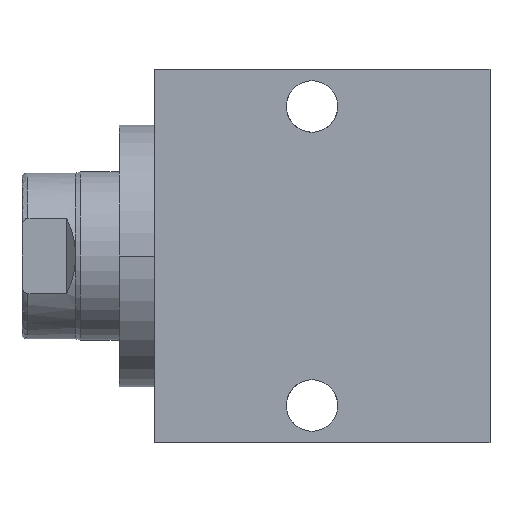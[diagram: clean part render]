
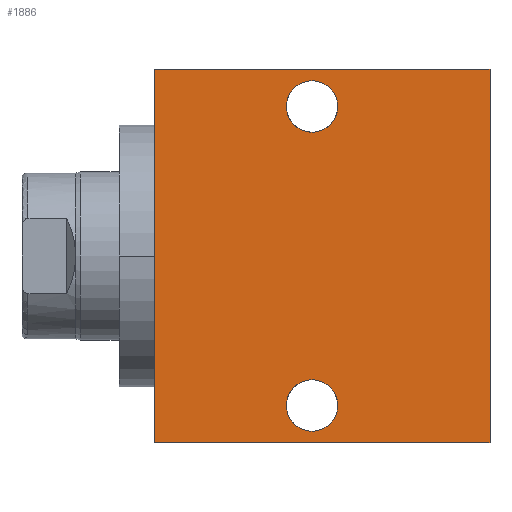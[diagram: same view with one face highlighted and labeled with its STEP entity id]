
A CAD part, front view. The second image highlights one B-rep face of the part: STEP entity #1886.
In plain terms, the highlighted planar face has unit normal (0, -1, 0).
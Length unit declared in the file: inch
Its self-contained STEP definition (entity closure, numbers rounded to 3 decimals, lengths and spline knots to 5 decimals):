
#121=DIRECTION('',(0.,0.,-1.));
#122=VECTOR('',#121,2.5);
#123=CARTESIAN_POINT('',(0.,-1.,1.25));
#124=LINE('',#123,#122);
#278=DIRECTION('',(1.,0.,0.));
#279=VECTOR('',#278,2.245);
#280=CARTESIAN_POINT('',(0.,-1.,1.25));
#281=LINE('',#280,#279);
#285=CARTESIAN_POINT('',(1.055,-1.,1.));
#286=DIRECTION('',(0.,-1.,0.));
#287=DIRECTION('',(1.,0.,0.));
#288=AXIS2_PLACEMENT_3D('',#285,#286,#287);
#293=CARTESIAN_POINT('',(1.055,-1.,1.));
#294=DIRECTION('',(0.,-1.,0.));
#295=DIRECTION('',(-1.,0.,0.));
#296=AXIS2_PLACEMENT_3D('',#293,#294,#295);
#301=CARTESIAN_POINT('',(1.055,-1.,-1.));
#302=DIRECTION('',(0.,-1.,0.));
#303=DIRECTION('',(1.,0.,0.));
#304=AXIS2_PLACEMENT_3D('',#301,#302,#303);
#309=CARTESIAN_POINT('',(1.055,-1.,-1.));
#310=DIRECTION('',(0.,-1.,0.));
#311=DIRECTION('',(-1.,0.,0.));
#312=AXIS2_PLACEMENT_3D('',#309,#310,#311);
#338=DIRECTION('',(0.,0.,-1.));
#339=VECTOR('',#338,2.5);
#340=CARTESIAN_POINT('',(2.245,-1.,1.25));
#341=LINE('',#340,#339);
#393=DIRECTION('',(1.,0.,0.));
#394=VECTOR('',#393,2.245);
#395=CARTESIAN_POINT('',(0.,-1.,-1.25));
#396=LINE('',#395,#394);
#1559=CARTESIAN_POINT('',(0.,-1.,1.25));
#1561=VERTEX_POINT('',#1559);
#1562=CARTESIAN_POINT('',(0.,-1.,-1.25));
#1563=VERTEX_POINT('',#1562);
#1567=CARTESIAN_POINT('',(2.245,-1.,1.25));
#1569=VERTEX_POINT('',#1567);
#1570=CARTESIAN_POINT('',(2.245,-1.,-1.25));
#1571=VERTEX_POINT('',#1570);
#1582=CARTESIAN_POINT('',(1.227,-1.,1.));
#1583=CARTESIAN_POINT('',(0.883,-1.,1.));
#1584=VERTEX_POINT('',#1582);
#1585=VERTEX_POINT('',#1583);
#1598=CARTESIAN_POINT('',(1.227,-1.,-1.));
#1599=CARTESIAN_POINT('',(0.883,-1.,-1.));
#1600=VERTEX_POINT('',#1598);
#1601=VERTEX_POINT('',#1599);
#1862=CARTESIAN_POINT('',(0.,-1.,1.25));
#1863=DIRECTION('',(0.,-1.,0.));
#1864=DIRECTION('',(0.,0.,-1.));
#1865=AXIS2_PLACEMENT_3D('',#1862,#1863,#1864);
#1866=PLANE('',#1865);
#1867=ORIENTED_EDGE('',*,*,#1763,.F.);
#1868=ORIENTED_EDGE('',*,*,#1800,.T.);
#1870=ORIENTED_EDGE('',*,*,#1869,.T.);
#1872=ORIENTED_EDGE('',*,*,#1871,.F.);
#1873=EDGE_LOOP('',(#1867,#1868,#1870,#1872));
#1874=FACE_OUTER_BOUND('',#1873,.F.);
#1875=ORIENTED_EDGE('',*,*,#1844,.T.);
#1877=ORIENTED_EDGE('',*,*,#1876,.T.);
#1878=EDGE_LOOP('',(#1875,#1877));
#1879=FACE_BOUND('',#1878,.F.);
#1881=ORIENTED_EDGE('',*,*,#1880,.T.);
#1883=ORIENTED_EDGE('',*,*,#1882,.T.);
#1884=EDGE_LOOP('',(#1881,#1883));
#1885=FACE_BOUND('',#1884,.F.);
#1886=ADVANCED_FACE('',(#1874,#1879,#1885),#1866,.T.);
#289=CIRCLE('',#288,0.172);
#297=CIRCLE('',#296,0.172);
#305=CIRCLE('',#304,0.172);
#313=CIRCLE('',#312,0.172);
#1763=EDGE_CURVE('',#1561,#1563,#124,.T.);
#1800=EDGE_CURVE('',#1561,#1569,#281,.T.);
#1844=EDGE_CURVE('',#1584,#1585,#289,.T.);
#1869=EDGE_CURVE('',#1569,#1571,#341,.T.);
#1871=EDGE_CURVE('',#1563,#1571,#396,.T.);
#1876=EDGE_CURVE('',#1585,#1584,#297,.T.);
#1880=EDGE_CURVE('',#1600,#1601,#305,.T.);
#1882=EDGE_CURVE('',#1601,#1600,#313,.T.);
